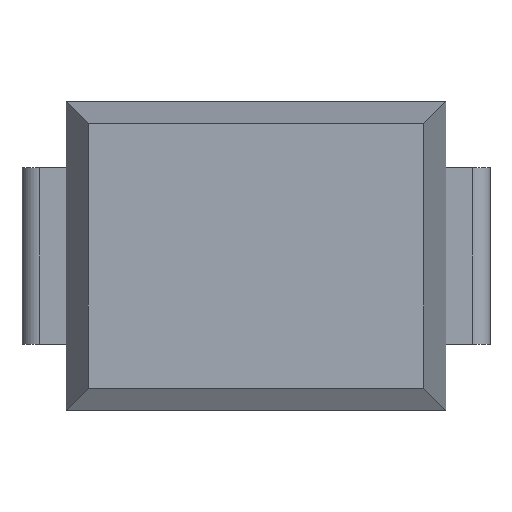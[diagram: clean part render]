
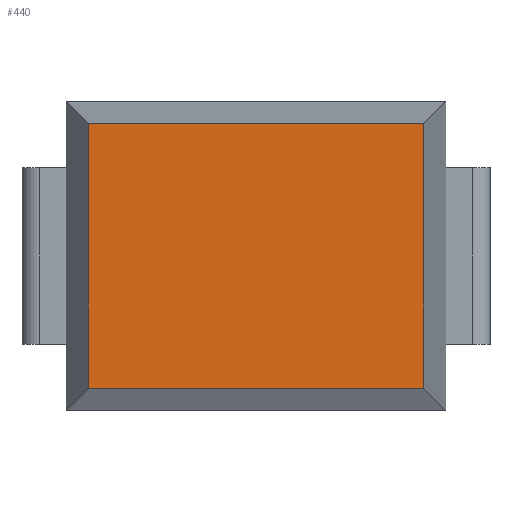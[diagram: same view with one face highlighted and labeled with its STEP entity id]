
A CAD part, top view. The second image highlights one B-rep face of the part: STEP entity #440.
In plain terms, the highlighted planar face has unit normal (0, 0, 1).
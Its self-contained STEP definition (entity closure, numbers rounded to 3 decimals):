
#33=PLANE('',#486);
#70=FACE_OUTER_BOUND('',#94,.T.);
#94=EDGE_LOOP('',(#409,#410,#411,#412));
#137=LINE('',#708,#187);
#140=LINE('',#713,#190);
#142=LINE('',#717,#192);
#144=LINE('',#720,#194);
#187=VECTOR('',#587,10.);
#190=VECTOR('',#592,10.);
#192=VECTOR('',#596,10.);
#194=VECTOR('',#600,10.);
#235=VERTEX_POINT('',#706);
#236=VERTEX_POINT('',#707);
#237=VERTEX_POINT('',#712);
#238=VERTEX_POINT('',#716);
#289=EDGE_CURVE('',#235,#236,#137,.T.);
#292=EDGE_CURVE('',#236,#237,#140,.T.);
#294=EDGE_CURVE('',#237,#238,#142,.T.);
#296=EDGE_CURVE('',#238,#235,#144,.T.);
#409=ORIENTED_EDGE('',*,*,#289,.F.);
#410=ORIENTED_EDGE('',*,*,#296,.F.);
#411=ORIENTED_EDGE('',*,*,#294,.F.);
#412=ORIENTED_EDGE('',*,*,#292,.F.);
#440=ADVANCED_FACE('',(#70),#33,.T.);
#486=AXIS2_PLACEMENT_3D('',#721,#601,#602);
#587=DIRECTION('',(0.,1.,0.));
#592=DIRECTION('',(1.,0.,0.));
#596=DIRECTION('',(0.,-1.,0.));
#600=DIRECTION('',(-1.,0.,0.));
#601=DIRECTION('center_axis',(0.,0.,1.));
#602=DIRECTION('ref_axis',(1.,0.,0.));
#706=CARTESIAN_POINT('',(-1.9,-1.5,2.2));
#707=CARTESIAN_POINT('',(-1.9,1.5,2.2));
#708=CARTESIAN_POINT('',(-1.9,0.875,2.2));
#712=CARTESIAN_POINT('',(1.9,1.5,2.2));
#713=CARTESIAN_POINT('',(1.075,1.5,2.2));
#716=CARTESIAN_POINT('',(1.9,-1.5,2.2));
#717=CARTESIAN_POINT('',(1.9,-0.875,2.2));
#720=CARTESIAN_POINT('',(-1.075,-1.5,2.2));
#721=CARTESIAN_POINT('Origin',(0.,0.,
2.2));
